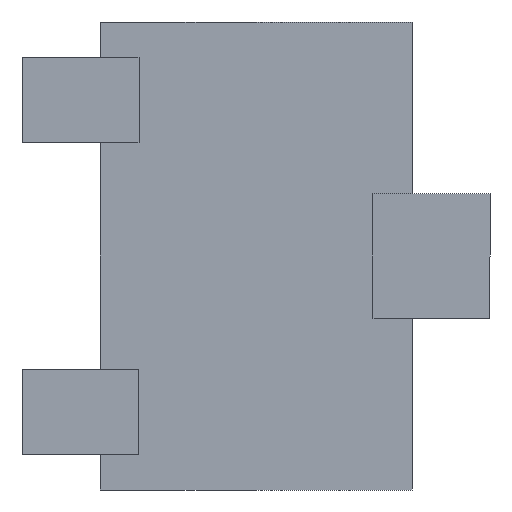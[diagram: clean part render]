
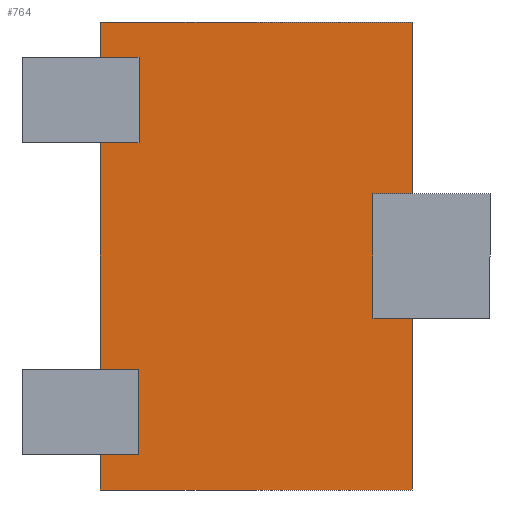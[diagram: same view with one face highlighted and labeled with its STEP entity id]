
A CAD part, front view. The second image highlights one B-rep face of the part: STEP entity #764.
In plain terms, the highlighted planar face has unit normal (0, -1, 0).
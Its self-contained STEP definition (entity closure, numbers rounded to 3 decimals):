
#7 = LINE ( 'NONE', #1041, #94 ) ;
#15 = VERTEX_POINT ( 'NONE', #490 ) ;
#20 = EDGE_CURVE ( 'NONE', #661, #848, #961, .T. ) ;
#22 = ORIENTED_EDGE ( 'NONE', *, *, #988, .F. ) ;
#26 = CARTESIAN_POINT ( 'NONE',  ( 0.4, 0.1, 0.16 ) ) ;
#32 = CARTESIAN_POINT ( 'NONE',  ( 0., 0.1, -0.51 ) ) ;
#49 = CARTESIAN_POINT ( 'NONE',  ( -0.3, 0.1, 0. ) ) ;
#60 = EDGE_LOOP ( 'NONE', ( #132, #496, #886, #964, #694, #552, #328, #336, #791, #584, #1126, #276, #730, #22, #449, #1048 ) ) ;
#71 = VECTOR ( 'NONE', #204, 1000. ) ;
#73 = LINE ( 'NONE', #323, #999 ) ;
#77 = VERTEX_POINT ( 'NONE', #131 ) ;
#79 = LINE ( 'NONE', #966, #446 ) ;
#83 = VERTEX_POINT ( 'NONE', #283 ) ;
#86 = PLANE ( 'NONE',  #667 ) ;
#87 = EDGE_CURVE ( 'NONE', #1143, #77, #96, .T. ) ;
#94 = VECTOR ( 'NONE', #664, 1000. ) ;
#96 = LINE ( 'NONE', #207, #858 ) ;
#104 = VERTEX_POINT ( 'NONE', #500 ) ;
#131 = CARTESIAN_POINT ( 'NONE',  ( 0.3, 0.1, 0.16 ) ) ;
#132 = ORIENTED_EDGE ( 'NONE', *, *, #1103, .F. ) ;
#151 = DIRECTION ( 'NONE',  ( 1., 0., 0. ) ) ;
#161 = EDGE_CURVE ( 'NONE', #83, #753, #579, .T. ) ;
#175 = VERTEX_POINT ( 'NONE', #511 ) ;
#204 = DIRECTION ( 'NONE',  ( 0., 0., 1. ) ) ;
#207 = CARTESIAN_POINT ( 'NONE',  ( 0., 0.1, 0.16 ) ) ;
#211 = LINE ( 'NONE', #383, #1139 ) ;
#236 = CARTESIAN_POINT ( 'NONE',  ( -0.3, 0.1, -0.51 ) ) ;
#247 = CARTESIAN_POINT ( 'NONE',  ( 0.4, 0.1, -0.16 ) ) ;
#252 = CARTESIAN_POINT ( 'NONE',  ( 0., 0.1, 0. ) ) ;
#269 = EDGE_CURVE ( 'NONE', #104, #331, #732, .T. ) ;
#276 = ORIENTED_EDGE ( 'NONE', *, *, #161, .F. ) ;
#283 = CARTESIAN_POINT ( 'NONE',  ( -0.3, 0.1, 0.29 ) ) ;
#286 = VECTOR ( 'NONE', #751, 1000. ) ;
#294 = CARTESIAN_POINT ( 'NONE',  ( -0.4, 0.1, -0.6 ) ) ;
#323 = CARTESIAN_POINT ( 'NONE',  ( 0., 0.1, 0.29 ) ) ;
#328 = ORIENTED_EDGE ( 'NONE', *, *, #87, .F. ) ;
#331 = VERTEX_POINT ( 'NONE', #519 ) ;
#335 = DIRECTION ( 'NONE',  ( 0., 1., 0. ) ) ;
#336 = ORIENTED_EDGE ( 'NONE', *, *, #868, .F. ) ;
#345 = VERTEX_POINT ( 'NONE', #1068 ) ;
#353 = CARTESIAN_POINT ( 'NONE',  ( 0.4, 0.1, 0.6 ) ) ;
#383 = CARTESIAN_POINT ( 'NONE',  ( 0., 0.1, -0.16 ) ) ;
#388 = VERTEX_POINT ( 'NONE', #247 ) ;
#430 = LINE ( 'NONE', #563, #873 ) ;
#443 = CARTESIAN_POINT ( 'NONE',  ( -0.3, 0.1, 0.51 ) ) ;
#446 = VECTOR ( 'NONE', #504, 1000. ) ;
#449 = ORIENTED_EDGE ( 'NONE', *, *, #889, .F. ) ;
#455 = VECTOR ( 'NONE', #514, 1000. ) ;
#456 = DIRECTION ( 'NONE',  ( 0., 0., -1. ) ) ;
#462 = LINE ( 'NONE', #586, #509 ) ;
#490 = CARTESIAN_POINT ( 'NONE',  ( -0.4, 0.1, -0.29 ) ) ;
#496 = ORIENTED_EDGE ( 'NONE', *, *, #516, .F. ) ;
#500 = CARTESIAN_POINT ( 'NONE',  ( -0.4, 0.1, 0.6 ) ) ;
#504 = DIRECTION ( 'NONE',  ( 0., 0., 1. ) ) ;
#506 = DIRECTION ( 'NONE',  ( 0., 0., 1. ) ) ;
#509 = VECTOR ( 'NONE', #679, 1000. ) ;
#511 = CARTESIAN_POINT ( 'NONE',  ( 0.3, 0.1, -0.16 ) ) ;
#514 = DIRECTION ( 'NONE',  ( 1., 0., 0. ) ) ;
#516 = EDGE_CURVE ( 'NONE', #1162, #956, #1183, .T. ) ;
#519 = CARTESIAN_POINT ( 'NONE',  ( 0.4, 0.1, 0.6 ) ) ;
#552 = ORIENTED_EDGE ( 'NONE', *, *, #1172, .F. ) ;
#563 = CARTESIAN_POINT ( 'NONE',  ( -0.4, 0.1, 0.6 ) ) ;
#579 = LINE ( 'NONE', #883, #698 ) ;
#584 = ORIENTED_EDGE ( 'NONE', *, *, #975, .F. ) ;
#586 = CARTESIAN_POINT ( 'NONE',  ( 0., 0.1, 0.51 ) ) ;
#658 = DIRECTION ( 'NONE',  ( 0., 0., 1. ) ) ;
#661 = VERTEX_POINT ( 'NONE', #236 ) ;
#664 = DIRECTION ( 'NONE',  ( 0., 0., -1. ) ) ;
#667 = AXIS2_PLACEMENT_3D ( 'NONE', #252, #335, #1178 ) ;
#679 = DIRECTION ( 'NONE',  ( -1., 0., 0. ) ) ;
#680 = EDGE_CURVE ( 'NONE', #711, #83, #73, .T. ) ;
#682 = DIRECTION ( 'NONE',  ( -1., 0., 0. ) ) ;
#684 = CARTESIAN_POINT ( 'NONE',  ( 0.4, 0.1, -0.6 ) ) ;
#690 = CARTESIAN_POINT ( 'NONE',  ( 0.4, 0.1, 0.6 ) ) ;
#694 = ORIENTED_EDGE ( 'NONE', *, *, #1168, .F. ) ;
#697 = LINE ( 'NONE', #353, #767 ) ;
#698 = VECTOR ( 'NONE', #506, 1000. ) ;
#710 = VECTOR ( 'NONE', #869, 1000. ) ;
#711 = VERTEX_POINT ( 'NONE', #987 ) ;
#722 = CARTESIAN_POINT ( 'NONE',  ( -0.3, 0.1, -0.29 ) ) ;
#730 = ORIENTED_EDGE ( 'NONE', *, *, #680, .F. ) ;
#732 = LINE ( 'NONE', #690, #455 ) ;
#751 = DIRECTION ( 'NONE',  ( -1., 0., 0. ) ) ;
#753 = VERTEX_POINT ( 'NONE', #443 ) ;
#764 = ADVANCED_FACE ( 'NONE', ( #821 ), #86, .F. ) ;
#767 = VECTOR ( 'NONE', #456, 1000. ) ;
#791 = ORIENTED_EDGE ( 'NONE', *, *, #269, .F. ) ;
#799 = VECTOR ( 'NONE', #1164, 1000. ) ;
#800 = VECTOR ( 'NONE', #682, 1000. ) ;
#821 = FACE_OUTER_BOUND ( 'NONE', #60, .T. ) ;
#848 = VERTEX_POINT ( 'NONE', #722 ) ;
#849 = CARTESIAN_POINT ( 'NONE',  ( 0.4, 0.1, 0.6 ) ) ;
#858 = VECTOR ( 'NONE', #945, 1000. ) ;
#867 = DIRECTION ( 'NONE',  ( 1., 0., 0. ) ) ;
#868 = EDGE_CURVE ( 'NONE', #331, #1143, #697, .T. ) ;
#869 = DIRECTION ( 'NONE',  ( 1., 0., 0. ) ) ;
#873 = VECTOR ( 'NONE', #658, 1000. ) ;
#883 = CARTESIAN_POINT ( 'NONE',  ( -0.3, 0.1, 0. ) ) ;
#886 = ORIENTED_EDGE ( 'NONE', *, *, #1157, .F. ) ;
#889 = EDGE_CURVE ( 'NONE', #848, #15, #905, .T. ) ;
#896 = EDGE_CURVE ( 'NONE', #388, #1020, #1171, .T. ) ;
#900 = CARTESIAN_POINT ( 'NONE',  ( -0.4, 0.1, 0.6 ) ) ;
#905 = LINE ( 'NONE', #1026, #286 ) ;
#945 = DIRECTION ( 'NONE',  ( -1., 0., 0. ) ) ;
#956 = VERTEX_POINT ( 'NONE', #1113 ) ;
#957 = CARTESIAN_POINT ( 'NONE',  ( 0.4, 0.1, -0.6 ) ) ;
#958 = LINE ( 'NONE', #32, #710 ) ;
#961 = LINE ( 'NONE', #49, #71 ) ;
#964 = ORIENTED_EDGE ( 'NONE', *, *, #896, .F. ) ;
#966 = CARTESIAN_POINT ( 'NONE',  ( -0.4, 0.1, 0.6 ) ) ;
#975 = EDGE_CURVE ( 'NONE', #345, #104, #430, .T. ) ;
#987 = CARTESIAN_POINT ( 'NONE',  ( -0.4, 0.1, 0.29 ) ) ;
#988 = EDGE_CURVE ( 'NONE', #15, #711, #79, .T. ) ;
#999 = VECTOR ( 'NONE', #151, 1000. ) ;
#1020 = VERTEX_POINT ( 'NONE', #684 ) ;
#1021 = EDGE_CURVE ( 'NONE', #753, #345, #462, .T. ) ;
#1026 = CARTESIAN_POINT ( 'NONE',  ( 0., 0.1, -0.29 ) ) ;
#1041 = CARTESIAN_POINT ( 'NONE',  ( 0.3, 0.1, 0. ) ) ;
#1043 = LINE ( 'NONE', #957, #800 ) ;
#1048 = ORIENTED_EDGE ( 'NONE', *, *, #20, .F. ) ;
#1061 = VECTOR ( 'NONE', #1122, 1000. ) ;
#1068 = CARTESIAN_POINT ( 'NONE',  ( -0.4, 0.1, 0.51 ) ) ;
#1103 = EDGE_CURVE ( 'NONE', #956, #661, #958, .T. ) ;
#1113 = CARTESIAN_POINT ( 'NONE',  ( -0.4, 0.1, -0.51 ) ) ;
#1122 = DIRECTION ( 'NONE',  ( 0., 0., -1. ) ) ;
#1126 = ORIENTED_EDGE ( 'NONE', *, *, #1021, .F. ) ;
#1139 = VECTOR ( 'NONE', #867, 1000. ) ;
#1143 = VERTEX_POINT ( 'NONE', #26 ) ;
#1157 = EDGE_CURVE ( 'NONE', #1020, #1162, #1043, .T. ) ;
#1162 = VERTEX_POINT ( 'NONE', #294 ) ;
#1164 = DIRECTION ( 'NONE',  ( 0., 0., 1. ) ) ;
#1168 = EDGE_CURVE ( 'NONE', #175, #388, #211, .T. ) ;
#1171 = LINE ( 'NONE', #849, #1061 ) ;
#1172 = EDGE_CURVE ( 'NONE', #77, #175, #7, .T. ) ;
#1178 = DIRECTION ( 'NONE',  ( 0., 0., 1. ) ) ;
#1183 = LINE ( 'NONE', #900, #799 ) ;
